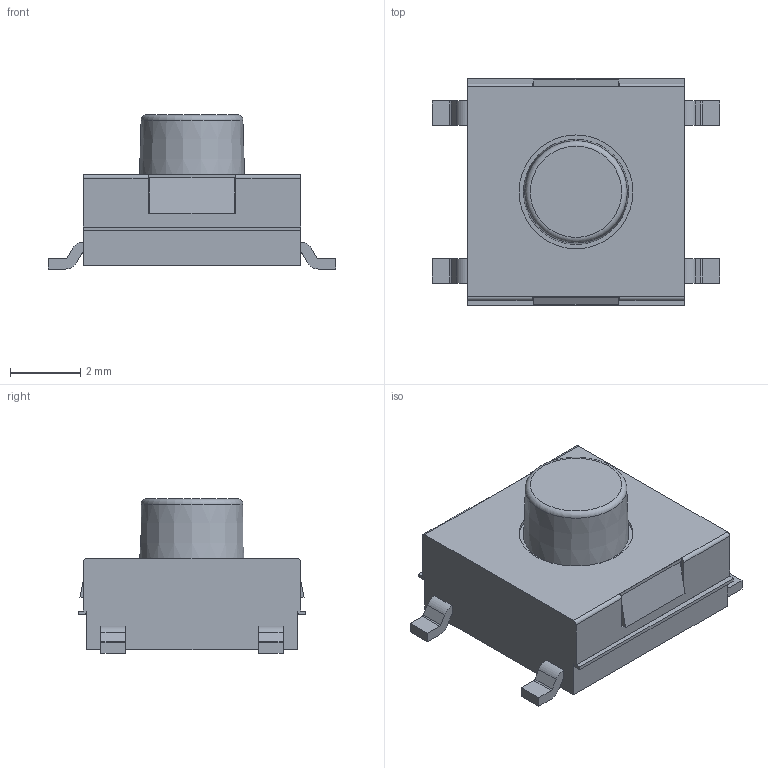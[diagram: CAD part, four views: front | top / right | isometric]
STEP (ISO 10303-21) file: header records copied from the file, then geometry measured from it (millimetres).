
FILE_DESCRIPTION((' '),'2;1');
FILE_NAME('TL3303AFxxxQG.stp','2017-07-19T09:30:27',(' '),(' '),' ','ACIS',' ');
FILE_SCHEMA(('CONFIG_CONTROL_DESIGN'));
Length unit declared in the file: inch
Products named in the file (1): TL3303AFxxxQG.stp
Bounding box: 8.2 x 6.5 x 4.4 mm (x, y, z)
Volume: 92.4 mm3; surface area: 304.9 mm2
Topology: 1 solids, 2 shells, 186 faces, 480 edges, 315 vertices
Faces by surface type: plane 125, cylinder 53, cone 2, torus 2, sphere 2, bspline 2
Full cylindrical faces by diameter (mm): 1 x1, 3.25 x1, 5 x1
Entity records: 5701 total; most frequent: CARTESIAN_POINT 1016, DIRECTION 944, ORIENTED_EDGE 932, EDGE_CURVE 466, VECTOR 358, LINE 358, VERTEX_POINT 311, AXIS2_PLACEMENT_3D 293
